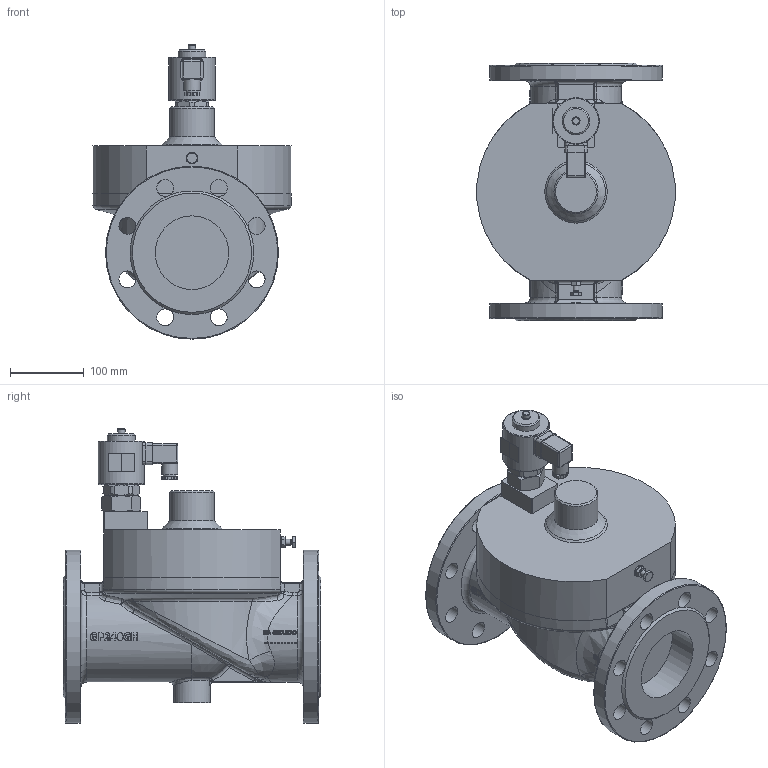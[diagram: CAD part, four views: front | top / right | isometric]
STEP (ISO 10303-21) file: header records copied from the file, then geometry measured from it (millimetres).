
FILE_DESCRIPTION(/* description */ ('3D-Modell'),/* implementation_level */ '2;1');
FILE_NAME(/* name */ '025.000359_A2509-0504-.322.stp',/* time_stamp */ '2019-06-11T09:50:56+02:00',/* author */ ('ASprott'),/* organization */ (''),/* preprocessor_version */ 'ST-DEVELOPER v16.1',/* originating_system */ 'Autodesk Inventor 2016',/* authorisation */ '');
FILE_SCHEMA (('AUTOMOTIVE_DESIGN { 1 0 10303 214 3 1 1 }'));
Products named in the file (1): 88-003635
Bounding box: 269.05 x 350 x 399.87 mm (x, y, z)
Volume: 11096175.2 mm3; surface area: 520797.8 mm2
Topology: 2 solids, 2 shells, 792 faces, 2059 edges, 1299 vertices
Faces by surface type: plane 290, bspline 278, cylinder 134, cone 47, torus 23, sphere 20
Full cylindrical faces by diameter (mm): 6.4 x1, 8 x1, 10 x1, 11 x1, 16 x1, 17 x1, 22 x1, 23 x16, 37.968 x1, 50 x1, 60 x1, 63 x1, 100 x2, 235 x2
Entity records: 79704 total; most frequent: CARTESIAN_POINT 61995, ORIENTED_EDGE 3940, DIRECTION 2648, EDGE_CURVE 1969, VERTEX_POINT 1273, AXIS2_PLACEMENT_3D 965, EDGE_LOOP 917, FACE_OUTER_BOUND 792
